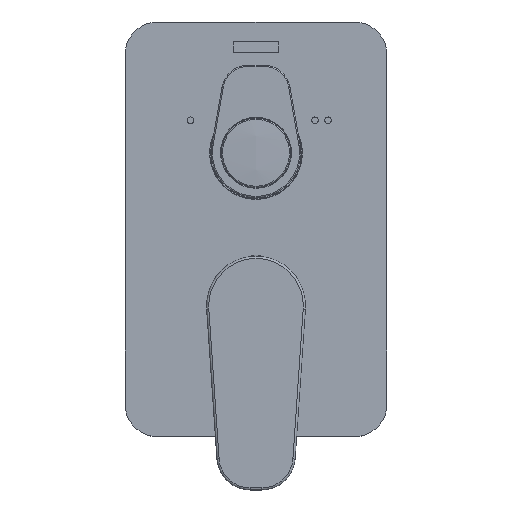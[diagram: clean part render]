
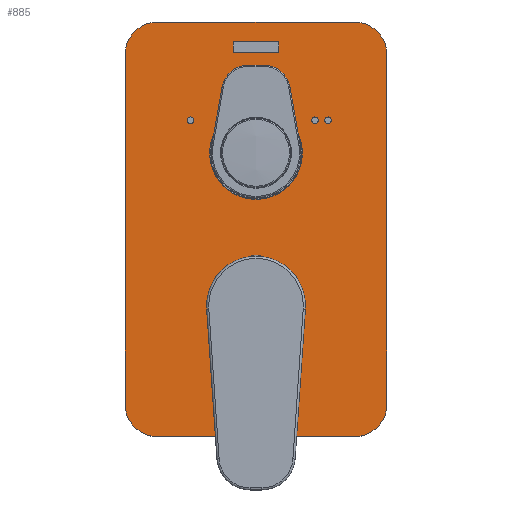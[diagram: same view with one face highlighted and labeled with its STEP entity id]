
A CAD part, top view. The second image highlights one B-rep face of the part: STEP entity #885.
In plain terms, the highlighted planar face has unit normal (0, 0, 1).
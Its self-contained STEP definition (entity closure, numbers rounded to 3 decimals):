
#106 = CIRCLE ( 'NONE', #389, 15. ) ;
#130 = ORIENTED_EDGE ( 'NONE', *, *, #2397, .T. ) ;
#136 = CARTESIAN_POINT ( 'NONE',  ( 62.7, 126.062, -82.348 ) ) ;
#154 = CARTESIAN_POINT ( 'NONE',  ( 107.7, 186.062, -82.348 ) ) ;
#182 = DIRECTION ( 'NONE',  ( 0., 0., 1. ) ) ;
#230 = AXIS2_PLACEMENT_3D ( 'NONE', #2350, #378, #403 ) ;
#265 = VECTOR ( 'NONE', #3599, 1000. ) ;
#289 = VERTEX_POINT ( 'NONE', #2009 ) ;
#349 = ORIENTED_EDGE ( 'NONE', *, *, #1754, .F. ) ;
#366 = ORIENTED_EDGE ( 'NONE', *, *, #2766, .F. ) ;
#378 = DIRECTION ( 'NONE',  ( 0., 0., 1. ) ) ;
#389 = AXIS2_PLACEMENT_3D ( 'NONE', #1644, #4242, #2283 ) ;
#403 = DIRECTION ( 'NONE',  ( -1., 0., 0. ) ) ;
#475 = CARTESIAN_POINT ( 'NONE',  ( 2.7, 186.062, -82.348 ) ) ;
#491 = DIRECTION ( 'NONE',  ( -1., 0., 0. ) ) ;
#498 = ORIENTED_EDGE ( 'NONE', *, *, #3907, .T. ) ;
#519 = CARTESIAN_POINT ( 'NONE',  ( 94.2, 141.062, -82.348 ) ) ;
#531 = VECTOR ( 'NONE', #1090, 1000. ) ;
#542 = EDGE_LOOP ( 'NONE', ( #2455 ) ) ;
#589 = EDGE_LOOP ( 'NONE', ( #705, #910, #3307, #1273 ) ) ;
#594 = CARTESIAN_POINT ( 'NONE',  ( 88.2, 141.062, -82.348 ) ) ;
#597 = DIRECTION ( 'NONE',  ( -1., 0., 0. ) ) ;
#618 = CIRCLE ( 'NONE', #2006, 1.5 ) ;
#625 = ORIENTED_EDGE ( 'NONE', *, *, #1240, .F. ) ;
#651 = EDGE_CURVE ( 'NONE', #3935, #1563, #4092, .T. ) ;
#662 = DIRECTION ( 'NONE',  ( 0., -1., 0. ) ) ;
#665 = DIRECTION ( 'NONE',  ( -1., 0., 0. ) ) ;
#672 = ORIENTED_EDGE ( 'NONE', *, *, #3152, .F. ) ;
#698 = CARTESIAN_POINT ( 'NONE',  ( 107.7, -3.938, -82.348 ) ) ;
#705 = ORIENTED_EDGE ( 'NONE', *, *, #4255, .F. ) ;
#708 = DIRECTION ( 'NONE',  ( -1., 0., 0. ) ) ;
#724 = VERTEX_POINT ( 'NONE', #4041 ) ;
#726 = CARTESIAN_POINT ( 'NONE',  ( 122.7, 171.062, -82.348 ) ) ;
#742 = CARTESIAN_POINT ( 'NONE',  ( 122.7, -3.938, -82.348 ) ) ;
#744 = VERTEX_POINT ( 'NONE', #154 ) ;
#832 = DIRECTION ( 'NONE',  ( 0., 0., -1. ) ) ;
#848 = CARTESIAN_POINT ( 'NONE',  ( 2.7, 11.062, -82.348 ) ) ;
#856 = CARTESIAN_POINT ( 'NONE',  ( 41.45, 56.062, -82.348 ) ) ;
#885 = ADVANCED_FACE ( 'NONE', ( #2213, #2421, #1009, #1512, #3003, #4028, #2160 ), #3729, .F. ) ;
#900 = VECTOR ( 'NONE', #662, 1000. ) ;
#910 = ORIENTED_EDGE ( 'NONE', *, *, #3019, .F. ) ;
#938 = CIRCLE ( 'NONE', #3257, 21.25 ) ;
#942 = EDGE_LOOP ( 'NONE', ( #1365 ) ) ;
#945 = CARTESIAN_POINT ( 'NONE',  ( 2.7, -3.938, -82.348 ) ) ;
#968 = EDGE_CURVE ( 'NONE', #1411, #289, #2627, .T. ) ;
#1009 = FACE_BOUND ( 'NONE', #542, .T. ) ;
#1020 = VERTEX_POINT ( 'NONE', #1260 ) ;
#1039 = VECTOR ( 'NONE', #3493, 1000. ) ;
#1090 = DIRECTION ( 'NONE',  ( -1., 0., 0. ) ) ;
#1096 = DIRECTION ( 'NONE',  ( -1., 0., 0. ) ) ;
#1226 = VERTEX_POINT ( 'NONE', #1817 ) ;
#1240 = EDGE_CURVE ( 'NONE', #2042, #1441, #1963, .T. ) ;
#1260 = CARTESIAN_POINT ( 'NONE',  ( 41.45, 126.062, -82.348 ) ) ;
#1273 = ORIENTED_EDGE ( 'NONE', *, *, #651, .F. ) ;
#1280 = DIRECTION ( 'NONE',  ( 0., 1., 0. ) ) ;
#1364 = AXIS2_PLACEMENT_3D ( 'NONE', #1890, #3865, #597 ) ;
#1365 = ORIENTED_EDGE ( 'NONE', *, *, #1542, .F. ) ;
#1411 = VERTEX_POINT ( 'NONE', #3739 ) ;
#1413 = CIRCLE ( 'NONE', #3045, 1.5 ) ;
#1420 = CARTESIAN_POINT ( 'NONE',  ( 52.2, 172.062, -82.348 ) ) ;
#1441 = VERTEX_POINT ( 'NONE', #1455 ) ;
#1455 = CARTESIAN_POINT ( 'NONE',  ( 17.7, -3.938, -82.348 ) ) ;
#1474 = EDGE_LOOP ( 'NONE', ( #366 ) ) ;
#1481 = EDGE_LOOP ( 'NONE', ( #498 ) ) ;
#1512 = FACE_BOUND ( 'NONE', #589, .T. ) ;
#1542 = EDGE_CURVE ( 'NONE', #3842, #3842, #1413, .T. ) ;
#1545 = DIRECTION ( 'NONE',  ( -1., 0., 0. ) ) ;
#1563 = VERTEX_POINT ( 'NONE', #1420 ) ;
#1588 = CIRCLE ( 'NONE', #2281, 21.25 ) ;
#1604 = ORIENTED_EDGE ( 'NONE', *, *, #968, .T. ) ;
#1626 = AXIS2_PLACEMENT_3D ( 'NONE', #136, #832, #3162 ) ;
#1644 = CARTESIAN_POINT ( 'NONE',  ( 107.7, 171.062, -82.348 ) ) ;
#1678 = EDGE_LOOP ( 'NONE', ( #349 ) ) ;
#1724 = ORIENTED_EDGE ( 'NONE', *, *, #3562, .F. ) ;
#1754 = EDGE_CURVE ( 'NONE', #1226, #1226, #2877, .T. ) ;
#1758 = DIRECTION ( 'NONE',  ( 0., 0., 1. ) ) ;
#1817 = CARTESIAN_POINT ( 'NONE',  ( 31.2, 141.062, -82.348 ) ) ;
#1837 = EDGE_CURVE ( 'NONE', #1563, #2772, #3394, .T. ) ;
#1852 = CARTESIAN_POINT ( 'NONE',  ( 17.7, 171.062, -82.348 ) ) ;
#1890 = CARTESIAN_POINT ( 'NONE',  ( 32.7, 141.062, -82.348 ) ) ;
#1941 = EDGE_CURVE ( 'NONE', #3881, #289, #4072, .T. ) ;
#1963 = LINE ( 'NONE', #742, #531 ) ;
#1965 = CARTESIAN_POINT ( 'NONE',  ( 52.2, 126.062, -82.348 ) ) ;
#2006 = AXIS2_PLACEMENT_3D ( 'NONE', #3031, #2034, #708 ) ;
#2009 = CARTESIAN_POINT ( 'NONE',  ( 2.7, 171.062, -82.348 ) ) ;
#2034 = DIRECTION ( 'NONE',  ( 0., 0., 1. ) ) ;
#2035 = LINE ( 'NONE', #2275, #3902 ) ;
#2042 = VERTEX_POINT ( 'NONE', #698 ) ;
#2160 = FACE_BOUND ( 'NONE', #1474, .T. ) ;
#2168 = DIRECTION ( 'NONE',  ( -1., 0., 0. ) ) ;
#2213 = FACE_OUTER_BOUND ( 'NONE', #3912, .T. ) ;
#2245 = DIRECTION ( 'NONE',  ( 1., 0., 0. ) ) ;
#2263 = EDGE_CURVE ( 'NONE', #2503, #744, #106, .T. ) ;
#2275 = CARTESIAN_POINT ( 'NONE',  ( 122.7, 186.062, -82.348 ) ) ;
#2281 = AXIS2_PLACEMENT_3D ( 'NONE', #3819, #3161, #3790 ) ;
#2283 = DIRECTION ( 'NONE',  ( -1., 0., 0. ) ) ;
#2316 = CARTESIAN_POINT ( 'NONE',  ( 62.7, 56.062, -82.348 ) ) ;
#2333 = VECTOR ( 'NONE', #491, 1000. ) ;
#2350 = CARTESIAN_POINT ( 'NONE',  ( 107.7, 11.062, -82.348 ) ) ;
#2355 = ORIENTED_EDGE ( 'NONE', *, *, #1941, .F. ) ;
#2376 = VECTOR ( 'NONE', #2245, 1000. ) ;
#2397 = EDGE_CURVE ( 'NONE', #2042, #3898, #4065, .T. ) ;
#2421 = FACE_BOUND ( 'NONE', #1481, .T. ) ;
#2455 = ORIENTED_EDGE ( 'NONE', *, *, #3718, .F. ) ;
#2503 = VERTEX_POINT ( 'NONE', #726 ) ;
#2507 = DIRECTION ( 'NONE',  ( 0., 0., 1. ) ) ;
#2627 = CIRCLE ( 'NONE', #3878, 15. ) ;
#2650 = CIRCLE ( 'NONE', #3178, 15. ) ;
#2766 = EDGE_CURVE ( 'NONE', #3366, #3366, #618, .T. ) ;
#2772 = VERTEX_POINT ( 'NONE', #3992 ) ;
#2798 = CARTESIAN_POINT ( 'NONE',  ( 17.7, 11.062, -82.348 ) ) ;
#2849 = CARTESIAN_POINT ( 'NONE',  ( 73.2, 126.062, -82.348 ) ) ;
#2864 = DIRECTION ( 'NONE',  ( 0., -1., 0. ) ) ;
#2877 = CIRCLE ( 'NONE', #1364, 1.5 ) ;
#2996 = DIRECTION ( 'NONE',  ( 0., 0., 1. ) ) ;
#3003 = FACE_BOUND ( 'NONE', #1678, .T. ) ;
#3019 = EDGE_CURVE ( 'NONE', #2772, #724, #3792, .T. ) ;
#3031 = CARTESIAN_POINT ( 'NONE',  ( 89.7, 141.062, -82.348 ) ) ;
#3041 = CARTESIAN_POINT ( 'NONE',  ( 95.7, 141.062, -82.348 ) ) ;
#3045 = AXIS2_PLACEMENT_3D ( 'NONE', #3041, #1758, #1096 ) ;
#3152 = EDGE_CURVE ( 'NONE', #2503, #3898, #2035, .T. ) ;
#3161 = DIRECTION ( 'NONE',  ( 0., 0., -1. ) ) ;
#3162 = DIRECTION ( 'NONE',  ( -1., 0., 0. ) ) ;
#3178 = AXIS2_PLACEMENT_3D ( 'NONE', #2798, #2507, #2168 ) ;
#3192 = VECTOR ( 'NONE', #1280, 1000. ) ;
#3257 = AXIS2_PLACEMENT_3D ( 'NONE', #2316, #2996, #665 ) ;
#3307 = ORIENTED_EDGE ( 'NONE', *, *, #1837, .F. ) ;
#3366 = VERTEX_POINT ( 'NONE', #594 ) ;
#3394 = LINE ( 'NONE', #4144, #265 ) ;
#3407 = CARTESIAN_POINT ( 'NONE',  ( 62.7, 177.062, -82.348 ) ) ;
#3442 = ORIENTED_EDGE ( 'NONE', *, *, #2263, .T. ) ;
#3456 = LINE ( 'NONE', #475, #2376 ) ;
#3463 = CARTESIAN_POINT ( 'NONE',  ( 122.7, 11.062, -82.348 ) ) ;
#3476 = CARTESIAN_POINT ( 'NONE',  ( 52.2, 177.062, -82.348 ) ) ;
#3493 = DIRECTION ( 'NONE',  ( 0., 1., 0. ) ) ;
#3562 = EDGE_CURVE ( 'NONE', #1411, #744, #3456, .T. ) ;
#3599 = DIRECTION ( 'NONE',  ( 1., 0., 0. ) ) ;
#3718 = EDGE_CURVE ( 'NONE', #4257, #4257, #938, .T. ) ;
#3729 = PLANE ( 'NONE',  #1626 ) ;
#3739 = CARTESIAN_POINT ( 'NONE',  ( 17.7, 186.062, -82.348 ) ) ;
#3772 = ORIENTED_EDGE ( 'NONE', *, *, #3954, .T. ) ;
#3790 = DIRECTION ( 'NONE',  ( -1., 0., 0. ) ) ;
#3792 = LINE ( 'NONE', #2849, #1039 ) ;
#3819 = CARTESIAN_POINT ( 'NONE',  ( 62.7, 126.062, -82.348 ) ) ;
#3842 = VERTEX_POINT ( 'NONE', #519 ) ;
#3865 = DIRECTION ( 'NONE',  ( 0., 0., 1. ) ) ;
#3878 = AXIS2_PLACEMENT_3D ( 'NONE', #1852, #182, #1545 ) ;
#3881 = VERTEX_POINT ( 'NONE', #848 ) ;
#3898 = VERTEX_POINT ( 'NONE', #3463 ) ;
#3902 = VECTOR ( 'NONE', #2864, 1000. ) ;
#3907 = EDGE_CURVE ( 'NONE', #1020, #1020, #1588, .T. ) ;
#3912 = EDGE_LOOP ( 'NONE', ( #625, #130, #672, #3442, #1724, #1604, #2355, #3772 ) ) ;
#3935 = VERTEX_POINT ( 'NONE', #3476 ) ;
#3953 = LINE ( 'NONE', #3407, #2333 ) ;
#3954 = EDGE_CURVE ( 'NONE', #3881, #1441, #2650, .T. ) ;
#3992 = CARTESIAN_POINT ( 'NONE',  ( 73.2, 172.062, -82.348 ) ) ;
#4028 = FACE_BOUND ( 'NONE', #942, .T. ) ;
#4041 = CARTESIAN_POINT ( 'NONE',  ( 73.2, 177.062, -82.348 ) ) ;
#4065 = CIRCLE ( 'NONE', #230, 15. ) ;
#4072 = LINE ( 'NONE', #945, #3192 ) ;
#4092 = LINE ( 'NONE', #1965, #900 ) ;
#4144 = CARTESIAN_POINT ( 'NONE',  ( 62.7, 172.062, -82.348 ) ) ;
#4242 = DIRECTION ( 'NONE',  ( 0., 0., 1. ) ) ;
#4255 = EDGE_CURVE ( 'NONE', #724, #3935, #3953, .T. ) ;
#4257 = VERTEX_POINT ( 'NONE', #856 ) ;
